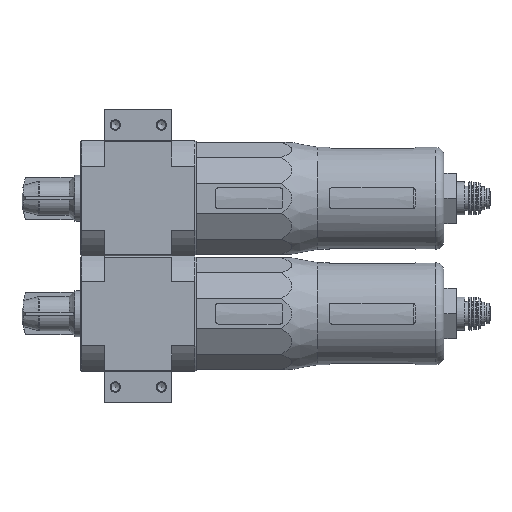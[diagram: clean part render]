
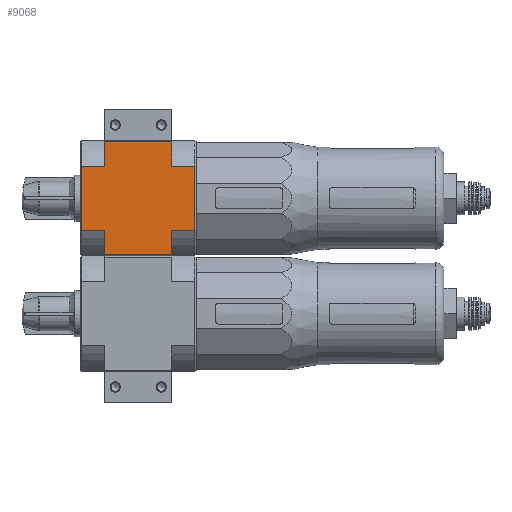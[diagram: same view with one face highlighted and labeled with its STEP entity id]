
A CAD part, left-side view. The second image highlights one B-rep face of the part: STEP entity #9068.
In plain terms, the highlighted face is planar.
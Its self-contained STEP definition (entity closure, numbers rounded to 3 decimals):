
#2319=ORIENTED_EDGE('',*,*,#4282,.T.);
#2320=ORIENTED_EDGE('',*,*,#4279,.F.);
#2321=ORIENTED_EDGE('',*,*,#4299,.T.);
#2322=ORIENTED_EDGE('',*,*,#4277,.F.);
#2323=ORIENTED_EDGE('',*,*,#4272,.T.);
#2324=ORIENTED_EDGE('',*,*,#4269,.F.);
#2325=ORIENTED_EDGE('',*,*,#4267,.F.);
#2326=ORIENTED_EDGE('',*,*,#4264,.T.);
#2327=ORIENTED_EDGE('',*,*,#4262,.F.);
#2328=ORIENTED_EDGE('',*,*,#4260,.T.);
#2329=ORIENTED_EDGE('',*,*,#4258,.F.);
#2330=ORIENTED_EDGE('',*,*,#4256,.T.);
#4256=EDGE_CURVE('',#5353,#5355,#6102,.T.);
#4258=EDGE_CURVE('',#5353,#5357,#6104,.T.);
#4260=EDGE_CURVE('',#5316,#5357,#6105,.T.);
#4262=EDGE_CURVE('',#5316,#5322,#6107,.T.);
#4264=EDGE_CURVE('',#5359,#5322,#6109,.F.);
#4267=EDGE_CURVE('',#5359,#5361,#6111,.T.);
#4269=EDGE_CURVE('',#5361,#5362,#6113,.T.);
#4272=EDGE_CURVE('',#5364,#5362,#6116,.T.);
#4277=EDGE_CURVE('',#5364,#5366,#6119,.F.);
#4279=EDGE_CURVE('',#5369,#5370,#6120,.T.);
#4282=EDGE_CURVE('',#5355,#5370,#6122,.T.);
#4299=EDGE_CURVE('',#5369,#5366,#6127,.T.);
#5316=VERTEX_POINT('',#17639);
#5322=VERTEX_POINT('',#17665);
#5353=VERTEX_POINT('',#17763);
#5355=VERTEX_POINT('',#17767);
#5357=VERTEX_POINT('',#17773);
#5359=VERTEX_POINT('',#17784);
#5361=VERTEX_POINT('',#17790);
#5362=VERTEX_POINT('',#17794);
#5364=VERTEX_POINT('',#17800);
#5366=VERTEX_POINT('',#17806);
#5369=VERTEX_POINT('',#17813);
#5370=VERTEX_POINT('',#17815);
#6102=LINE('',#17768,#6679);
#6104=LINE('',#17772,#6681);
#6105=LINE('',#17776,#6682);
#6107=LINE('',#17779,#6684);
#6109=LINE('',#17783,#6686);
#6111=LINE('',#17789,#6688);
#6113=LINE('',#17793,#6690);
#6116=LINE('',#17799,#6693);
#6119=LINE('',#17809,#6696);
#6120=LINE('',#17814,#6697);
#6122=LINE('',#17820,#6699);
#6127=LINE('',#17877,#6704);
#6679=VECTOR('',#14641,1000.);
#6681=VECTOR('',#14645,1000.);
#6682=VECTOR('',#14650,1000.);
#6684=VECTOR('',#14654,1000.);
#6686=VECTOR('',#14658,1000.);
#6688=VECTOR('',#14664,1000.);
#6690=VECTOR('',#14668,1000.);
#6693=VECTOR('',#14673,1000.);
#6696=VECTOR('',#14682,1000.);
#6697=VECTOR('',#14687,1000.);
#6699=VECTOR('',#14693,1000.);
#6704=VECTOR('',#14722,1000.);
#7327=EDGE_LOOP('',(#2319,#2320,#2321,#2322,#2323,#2324,#2325,#2326,#2327,
#2328,#2329,#2330));
#8107=FACE_BOUND('',#7327,.T.);
#8655=PLANE('',#12874);
#9068=ADVANCED_FACE('',(#8107),#8655,.F.);
#12874=AXIS2_PLACEMENT_3D('',#17876,#14720,#14721);
#14641=DIRECTION('',(0.,-1.,0.));
#14645=DIRECTION('',(-1.,0.,0.));
#14650=DIRECTION('',(0.,-1.,0.));
#14654=DIRECTION('',(-1.,0.,0.));
#14658=DIRECTION('',(0.,-1.,0.));
#14664=DIRECTION('',(-1.,0.,0.));
#14668=DIRECTION('',(0.,-1.,0.));
#14673=DIRECTION('',(-1.,0.,0.));
#14682=DIRECTION('',(0.,1.,0.));
#14687=DIRECTION('',(0.,1.,0.));
#14693=DIRECTION('',(-1.,0.,0.));
#14720=DIRECTION('',(0.,0.,1.));
#14721=DIRECTION('',(1.,0.,0.));
#14722=DIRECTION('',(-1.,0.,0.));
#17639=CARTESIAN_POINT('',(15.362,27.,-27.5));
#17665=CARTESIAN_POINT('',(-15.362,27.,-27.5));
#17763=CARTESIAN_POINT('',(27.,16.,-27.5));
#17767=CARTESIAN_POINT('',(27.,-16.,-27.5));
#17768=CARTESIAN_POINT('',(27.,27.5,-27.5));
#17772=CARTESIAN_POINT('',(27.,16.,-27.5));
#17773=CARTESIAN_POINT('',(15.362,16.,-27.5));
#17776=CARTESIAN_POINT('',(15.362,36.,-27.5));
#17779=CARTESIAN_POINT('',(20.,27.,-27.5));
#17783=CARTESIAN_POINT('',(-15.362,36.,-27.5));
#17784=CARTESIAN_POINT('',(-15.362,16.,-27.5));
#17789=CARTESIAN_POINT('',(27.,16.,-27.5));
#17790=CARTESIAN_POINT('',(-27.,16.,-27.5));
#17793=CARTESIAN_POINT('',(-27.,27.5,-27.5));
#17794=CARTESIAN_POINT('',(-27.,-16.,-27.5));
#17799=CARTESIAN_POINT('',(27.,-16.,-27.5));
#17800=CARTESIAN_POINT('',(-15.362,-16.,-27.5));
#17806=CARTESIAN_POINT('',(-15.362,-27.,-27.5));
#17809=CARTESIAN_POINT('',(-15.362,-36.,-27.5));
#17813=CARTESIAN_POINT('',(15.362,-27.,-27.5));
#17814=CARTESIAN_POINT('',(15.362,-36.,-27.5));
#17815=CARTESIAN_POINT('',(15.362,-16.,-27.5));
#17820=CARTESIAN_POINT('',(27.,-16.,-27.5));
#17876=CARTESIAN_POINT('',(27.,27.5,-27.5));
#17877=CARTESIAN_POINT('',(20.,-27.,-27.5));
